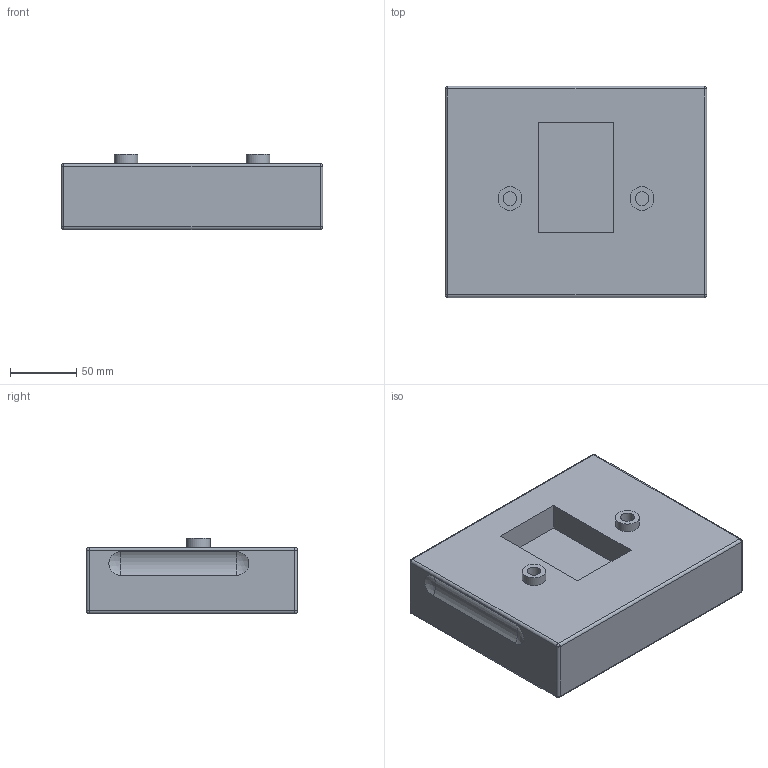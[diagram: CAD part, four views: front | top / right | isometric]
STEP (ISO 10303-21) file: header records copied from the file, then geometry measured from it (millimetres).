
FILE_DESCRIPTION((''),'2;1');
FILE_NAME('5SJ1550-20-50.stp','2014-05-01T15:50:29',('Dayne Stauffer'),(''),'Autodesk Inventor 2013','Autodesk Inventor 2013','');
FILE_SCHEMA(('AUTOMOTIVE_DESIGN { 1 0 10303 214 1 1 1 1 }'));
Length unit declared in the file: millimetre
Products named in the file (1): 5SJ1550-20-50
Bounding box: 198 x 160 x 57 mm (x, y, z)
Volume: 1458032.6 mm3; surface area: 110883.6 mm2
Topology: 1 solids, 1 shells, 59 faces, 118 edges, 66 vertices
Faces by surface type: cylinder 24, plane 21, sphere 12, cone 2
Full cylindrical faces by diameter (mm): 10.5 x2, 18 x4, 20 x4
Entity records: 1403 total; most frequent: DIRECTION 268, CARTESIAN_POINT 216, ORIENTED_EDGE 188, AXIS2_PLACEMENT_3D 114, EDGE_CURVE 94, EDGE_LOOP 84, VERTEX_POINT 62, FACE_OUTER_BOUND 59
